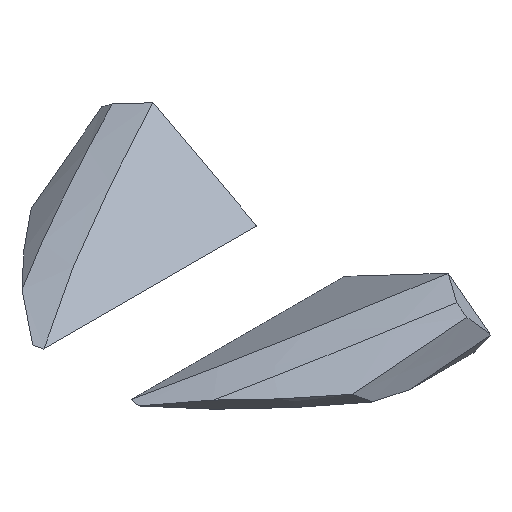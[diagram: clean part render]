
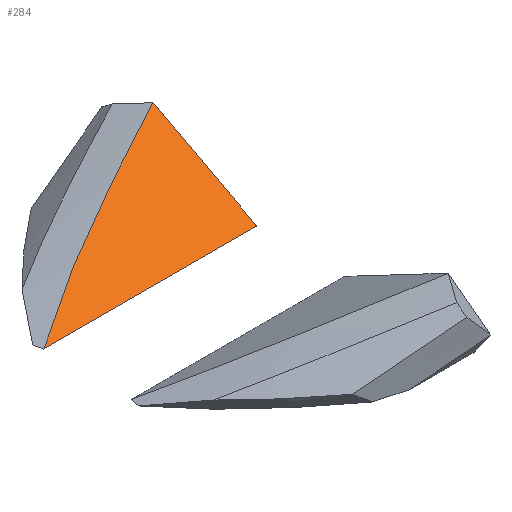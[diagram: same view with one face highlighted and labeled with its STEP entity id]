
A CAD part, isometric view. The second image highlights one B-rep face of the part: STEP entity #284.
In plain terms, the highlighted planar face has unit normal (0, -0.466, 0.885).
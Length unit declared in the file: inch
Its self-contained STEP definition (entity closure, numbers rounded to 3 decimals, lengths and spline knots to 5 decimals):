
#12=LINE($,#496,#22);
#15=LINE($,#501,#25);
#22=VECTOR($,#314,0.13472);
#25=VECTOR($,#319,0.24427);
#33=PLANE($,#303);
#52=FACE_OUTER_BOUND($,#70,.T.);
#70=EDGE_LOOP($,(#211,#212,#213));
#92=B_SPLINE_CURVE_WITH_KNOTS($,3,(#443,#444,#445,#446,#447),
 .UNSPECIFIED.,.F.,.F.,(4,1,4),(0.15179,0.55561,0.85841),
 .UNSPECIFIED.);
#123=VERTEX_POINT($,#441);
#124=VERTEX_POINT($,#442);
#127=VERTEX_POINT($,#495);
#152=EDGE_CURVE($,#123,#124,#92,.T.);
#159=EDGE_CURVE($,#124,#127,#12,.T.);
#162=EDGE_CURVE($,#123,#127,#15,.T.);
#211=ORIENTED_EDGE($,*,*,#152,.F.);
#212=ORIENTED_EDGE($,*,*,#162,.T.);
#213=ORIENTED_EDGE($,*,*,#159,.F.);
#284=ADVANCED_FACE($,(#52),#33,.T.);
#303=AXIS2_PLACEMENT_3D($,#500,#317,#318);
#314=DIRECTION($,(0.,-0.885,-0.466));
#317=DIRECTION('center_axis',(0.,-0.466,0.885));
#318=DIRECTION('ref_axis',(0.,-0.885,-0.466));
#319=DIRECTION($,(1.,0.,0.));
#441=CARTESIAN_POINT('',(0.20573,0.05,0.18));
#442=CARTESIAN_POINT('',(0.45,0.16922,0.24274));
#443=CARTESIAN_POINT('Ctrl Pts',(0.20573,0.05,0.18));
#444=CARTESIAN_POINT('Ctrl Pts',(0.24908,0.07649,0.19394));
#445=CARTESIAN_POINT('Ctrl Pts',(0.32759,0.11633,0.21491));
#446=CARTESIAN_POINT('Ctrl Pts',(0.41441,0.1543,0.23489));
#447=CARTESIAN_POINT('Ctrl Pts',(0.45,0.16922,0.24274));
#495=CARTESIAN_POINT('',(0.45,0.05,0.18));
#496=CARTESIAN_POINT($,(0.45,0.19252,0.255));
#500=CARTESIAN_POINT('Origin',(0.,0.19252,0.255));
#501=CARTESIAN_POINT($,(0.,0.05,0.18));
